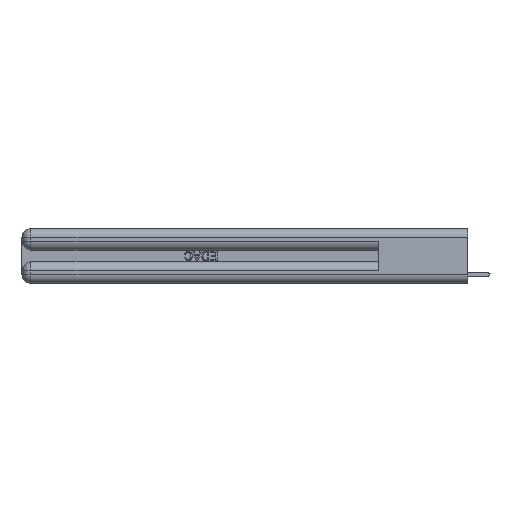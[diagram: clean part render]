
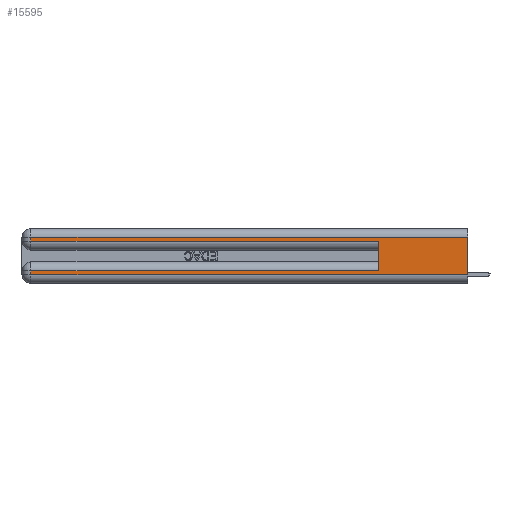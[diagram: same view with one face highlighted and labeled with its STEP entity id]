
A CAD part, left-side view. The second image highlights one B-rep face of the part: STEP entity #15595.
In plain terms, the highlighted planar face has unit normal (-1, 0, 0).
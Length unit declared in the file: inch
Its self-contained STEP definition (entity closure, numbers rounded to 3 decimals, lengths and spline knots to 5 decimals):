
#430 = VERTEX_POINT ( 'NONE', #25929 ) ;
#880 = CARTESIAN_POINT ( 'NONE',  ( 0., 0.6, 0.285 ) ) ;
#999 = DIRECTION ( 'NONE',  ( 0., 0., 1. ) ) ;
#1225 = EDGE_CURVE ( 'NONE', #13764, #8570, #22020, .T. ) ;
#1748 = VECTOR ( 'NONE', #2225, 39.37008 ) ;
#2225 = DIRECTION ( 'NONE',  ( 0., 0., -1. ) ) ;
#2278 = VERTEX_POINT ( 'NONE', #31106 ) ;
#3387 = VERTEX_POINT ( 'NONE', #22266 ) ;
#3972 = LINE ( 'NONE', #10791, #8038 ) ;
#5101 = EDGE_CURVE ( 'NONE', #430, #3387, #10854, .T. ) ;
#6156 = CARTESIAN_POINT ( 'NONE',  ( 0., 0.6, 0.145 ) ) ;
#6581 = LINE ( 'NONE', #31976, #15488 ) ;
#6812 = VECTOR ( 'NONE', #32678, 39.37008 ) ;
#7266 = ORIENTED_EDGE ( 'NONE', *, *, #25802, .T. ) ;
#8038 = VECTOR ( 'NONE', #23390, 39.37008 ) ;
#8080 = EDGE_CURVE ( 'NONE', #2278, #13641, #6581, .T. ) ;
#8314 = DIRECTION ( 'NONE',  ( 0., 1., 0. ) ) ;
#8342 = ORIENTED_EDGE ( 'NONE', *, *, #20884, .F. ) ;
#8570 = VERTEX_POINT ( 'NONE', #23842 ) ;
#8632 = ORIENTED_EDGE ( 'NONE', *, *, #19258, .T. ) ;
#9679 = VECTOR ( 'NONE', #23004, 39.37008 ) ;
#10085 = EDGE_CURVE ( 'NONE', #3387, #8570, #3972, .T. ) ;
#10268 = EDGE_CURVE ( 'NONE', #30787, #430, #32460, .T. ) ;
#10775 = CARTESIAN_POINT ( 'NONE',  ( 0., 2.94, 0.285 ) ) ;
#10791 = CARTESIAN_POINT ( 'NONE',  ( 0., 0., 0.06 ) ) ;
#10854 = LINE ( 'NONE', #19657, #6812 ) ;
#11156 = LINE ( 'NONE', #28098, #22932 ) ;
#12874 = EDGE_LOOP ( 'NONE', ( #25019, #8632, #30875, #7266, #8342, #19373, #13562, #31260 ) ) ;
#13248 = CARTESIAN_POINT ( 'NONE',  ( 0., 0., 0.37 ) ) ;
#13258 = AXIS2_PLACEMENT_3D ( 'NONE', #13248, #31489, #23696 ) ;
#13562 = ORIENTED_EDGE ( 'NONE', *, *, #5101, .T. ) ;
#13641 = VERTEX_POINT ( 'NONE', #10775 ) ;
#13764 = VERTEX_POINT ( 'NONE', #24171 ) ;
#15488 = VECTOR ( 'NONE', #27152, 39.37008 ) ;
#15595 = ADVANCED_FACE ( 'NONE', ( #21300 ), #28876, .F. ) ;
#17559 = VECTOR ( 'NONE', #999, 39.37008 ) ;
#17570 = CARTESIAN_POINT ( 'NONE',  ( 0., 0., 0.31 ) ) ;
#17874 = CARTESIAN_POINT ( 'NONE',  ( 0., 0., 0.37 ) ) ;
#18376 = LINE ( 'NONE', #6156, #17559 ) ;
#18465 = CARTESIAN_POINT ( 'NONE',  ( 0., 0.6, 0.085 ) ) ;
#19258 = EDGE_CURVE ( 'NONE', #13764, #2278, #25525, .T. ) ;
#19373 = ORIENTED_EDGE ( 'NONE', *, *, #10268, .T. ) ;
#19441 = VERTEX_POINT ( 'NONE', #880 ) ;
#19657 = CARTESIAN_POINT ( 'NONE',  ( 0., 2.94, 0.37 ) ) ;
#20884 = EDGE_CURVE ( 'NONE', #30787, #19441, #18376, .T. ) ;
#21300 = FACE_OUTER_BOUND ( 'NONE', #12874, .T. ) ;
#22020 = LINE ( 'NONE', #17874, #1748 ) ;
#22266 = CARTESIAN_POINT ( 'NONE',  ( 0., 2.94, 0.06 ) ) ;
#22932 = VECTOR ( 'NONE', #33112, 39.37008 ) ;
#23004 = DIRECTION ( 'NONE',  ( 0., 1., 0. ) ) ;
#23016 = VECTOR ( 'NONE', #8314, 39.37008 ) ;
#23390 = DIRECTION ( 'NONE',  ( 0., -1., 0. ) ) ;
#23696 = DIRECTION ( 'NONE',  ( 0., 0., -1. ) ) ;
#23842 = CARTESIAN_POINT ( 'NONE',  ( 0., 0., 0.06 ) ) ;
#24171 = CARTESIAN_POINT ( 'NONE',  ( 0., 0., 0.31 ) ) ;
#25019 = ORIENTED_EDGE ( 'NONE', *, *, #1225, .F. ) ;
#25525 = LINE ( 'NONE', #17570, #9679 ) ;
#25802 = EDGE_CURVE ( 'NONE', #13641, #19441, #11156, .T. ) ;
#25929 = CARTESIAN_POINT ( 'NONE',  ( 0., 2.94, 0.085 ) ) ;
#27152 = DIRECTION ( 'NONE',  ( 0., 0., -1. ) ) ;
#28098 = CARTESIAN_POINT ( 'NONE',  ( 0., 0., 0.285 ) ) ;
#28876 = PLANE ( 'NONE',  #13258 ) ;
#30787 = VERTEX_POINT ( 'NONE', #18465 ) ;
#30875 = ORIENTED_EDGE ( 'NONE', *, *, #8080, .T. ) ;
#31106 = CARTESIAN_POINT ( 'NONE',  ( 0., 2.94, 0.31 ) ) ;
#31260 = ORIENTED_EDGE ( 'NONE', *, *, #10085, .T. ) ;
#31489 = DIRECTION ( 'NONE',  ( 1., 0., 0. ) ) ;
#31976 = CARTESIAN_POINT ( 'NONE',  ( 0., 2.94, 0.37 ) ) ;
#31989 = CARTESIAN_POINT ( 'NONE',  ( 0., 0., 0.085 ) ) ;
#32460 = LINE ( 'NONE', #31989, #23016 ) ;
#32678 = DIRECTION ( 'NONE',  ( 0., 0., -1. ) ) ;
#33112 = DIRECTION ( 'NONE',  ( 0., -1., 0. ) ) ;
